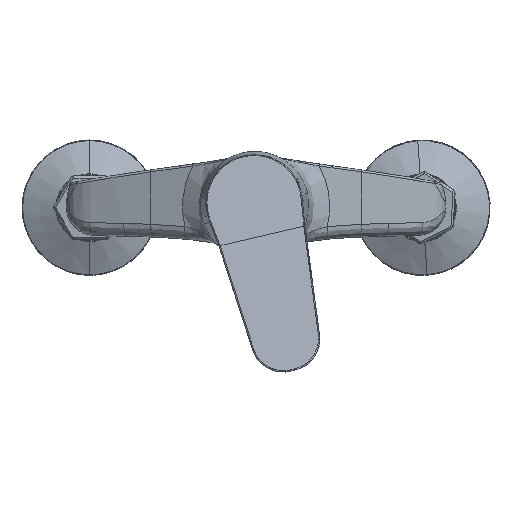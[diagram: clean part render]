
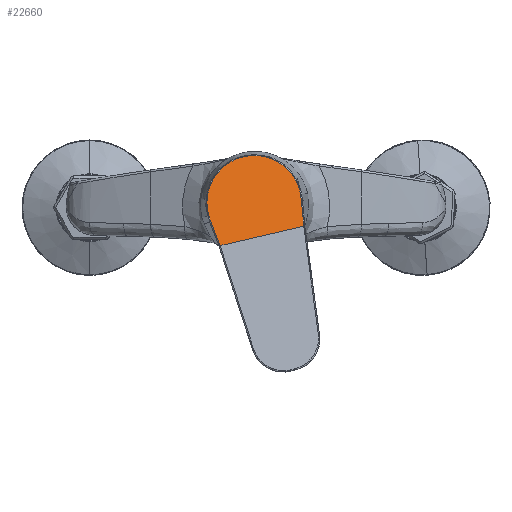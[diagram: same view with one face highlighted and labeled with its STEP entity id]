
A CAD part, top view. The second image highlights one B-rep face of the part: STEP entity #22660.
In plain terms, the highlighted face is planar.
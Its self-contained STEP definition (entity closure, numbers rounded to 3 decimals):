
#1311 = VERTEX_POINT ( 'NONE', #26536 ) ;
#1492 = CARTESIAN_POINT ( 'NONE',  ( 10.887, 30.491, -20.55 ) ) ;
#1733 = B_SPLINE_CURVE_WITH_KNOTS ( 'NONE', 3,
 ( #23108, #1492, #3450, #13590 ),
 .UNSPECIFIED., .F., .F.,
 ( 4, 4 ),
 ( 0., 0.013 ),
 .UNSPECIFIED. ) ;
#2092 = CARTESIAN_POINT ( 'NONE',  ( -23.215, 17.786, 14.872 ) ) ;
#2233 = DIRECTION ( 'NONE',  ( 0., 0., 1. ) ) ;
#2264 = CARTESIAN_POINT ( 'NONE',  ( -11.805, 22.037, -24.421 ) ) ;
#3173 = VERTEX_POINT ( 'NONE', #6822 ) ;
#3450 = CARTESIAN_POINT ( 'NONE',  ( 6.857, 28.99, -21.097 ) ) ;
#4139 = VERTEX_POINT ( 'NONE', #7929 ) ;
#6620 = CARTESIAN_POINT ( 'NONE',  ( -25.146, 17.067, 32. ) ) ;
#6822 = CARTESIAN_POINT ( 'NONE',  ( 2.847, 27.496, 21.812 ) ) ;
#6882 = EDGE_CURVE ( 'NONE', #14965, #3173, #19921, .T. ) ;
#6953 = EDGE_CURVE ( 'NONE', #1311, #14965, #24262, .T. ) ;
#7412 = VERTEX_POINT ( 'NONE', #23389 ) ;
#7698 = ORIENTED_EDGE ( 'NONE', *, *, #13382, .F. ) ;
#7929 = CARTESIAN_POINT ( 'NONE',  ( 14.937, 32., 20.171 ) ) ;
#7981 = PLANE ( 'NONE',  #8866 ) ;
#8445 = CARTESIAN_POINT ( 'NONE',  ( 2.847, 27.496, 21.812 ) ) ;
#8866 = AXIS2_PLACEMENT_3D ( 'NONE', #6620, #10556, #30237 ) ;
#10228 = CARTESIAN_POINT ( 'NONE',  ( -23.215, 17.786, 0. ) ) ;
#10556 = DIRECTION ( 'NONE',  ( -0.349, 0.937, 0. ) ) ;
#11708 = EDGE_CURVE ( 'NONE', #7412, #1311, #1733, .T. ) ;
#11922 = CARTESIAN_POINT ( 'NONE',  ( -11.805, 22.037, 24.421 ) ) ;
#13149 = CARTESIAN_POINT ( 'NONE',  ( 6.857, 28.99, 21.097 ) ) ;
#13382 = EDGE_CURVE ( 'NONE', #7412, #4139, #14627, .T. ) ;
#13590 = CARTESIAN_POINT ( 'NONE',  ( 2.847, 27.496, -21.812 ) ) ;
#14461 = CARTESIAN_POINT ( 'NONE',  ( 14.937, 32., 0. ) ) ;
#14627 = LINE ( 'NONE', #14461, #31882 ) ;
#14965 = VERTEX_POINT ( 'NONE', #10228 ) ;
#14984 = CARTESIAN_POINT ( 'NONE',  ( -23.215, 17.786, 0. ) ) ;
#15126 = ORIENTED_EDGE ( 'NONE', *, *, #6882, .T. ) ;
#15862 = CARTESIAN_POINT ( 'NONE',  ( -23.215, 17.786, 0. ) ) ;
#16139 = FACE_OUTER_BOUND ( 'NONE', #25865, .T. ) ;
#16457 = B_SPLINE_CURVE_WITH_KNOTS ( 'NONE', 3,
 ( #17667, #13149, #22827, #22986 ),
 .UNSPECIFIED., .F., .F.,
 ( 4, 4 ),
 ( 0., 0.013 ),
 .UNSPECIFIED. ) ;
#17667 = CARTESIAN_POINT ( 'NONE',  ( 2.847, 27.496, 21.812 ) ) ;
#19331 = ORIENTED_EDGE ( 'NONE', *, *, #6953, .T. ) ;
#19670 = CARTESIAN_POINT ( 'NONE',  ( -23.215, 17.786, -14.872 ) ) ;
#19921 =( BOUNDED_CURVE ( )  B_SPLINE_CURVE ( 3, ( #15862, #2092, #11922, #8445 ),
 .UNSPECIFIED., .F., .F. ) 
 B_SPLINE_CURVE_WITH_KNOTS ( ( 4, 4 ),
 ( 0., 1.747 ),
 .UNSPECIFIED. ) 
 CURVE ( )  GEOMETRIC_REPRESENTATION_ITEM ( )  RATIONAL_B_SPLINE_CURVE ( ( 1., 0.761, 0.761, 1. ) ) 
 REPRESENTATION_ITEM ( '' )  );
#22660 = ADVANCED_FACE ( 'NONE', ( #16139 ), #7981, .T. ) ;
#22827 = CARTESIAN_POINT ( 'NONE',  ( 10.887, 30.491, 20.55 ) ) ;
#22986 = CARTESIAN_POINT ( 'NONE',  ( 14.937, 32., 20.171 ) ) ;
#23108 = CARTESIAN_POINT ( 'NONE',  ( 14.937, 32., -20.171 ) ) ;
#23389 = CARTESIAN_POINT ( 'NONE',  ( 14.937, 32., -20.171 ) ) ;
#24262 =( BOUNDED_CURVE ( )  B_SPLINE_CURVE ( 3, ( #24996, #2264, #19670, #14984 ),
 .UNSPECIFIED., .F., .F. ) 
 B_SPLINE_CURVE_WITH_KNOTS ( ( 4, 4 ),
 ( 4.536, 6.283 ),
 .UNSPECIFIED. ) 
 CURVE ( )  GEOMETRIC_REPRESENTATION_ITEM ( )  RATIONAL_B_SPLINE_CURVE ( ( 1., 0.761, 0.761, 1. ) ) 
 REPRESENTATION_ITEM ( '' )  );
#24996 = CARTESIAN_POINT ( 'NONE',  ( 2.847, 27.496, -21.812 ) ) ;
#25865 = EDGE_LOOP ( 'NONE', ( #7698, #26539, #19331, #15126, #31000 ) ) ;
#26536 = CARTESIAN_POINT ( 'NONE',  ( 2.847, 27.496, -21.812 ) ) ;
#26539 = ORIENTED_EDGE ( 'NONE', *, *, #11708, .T. ) ;
#28055 = EDGE_CURVE ( 'NONE', #3173, #4139, #16457, .T. ) ;
#30237 = DIRECTION ( 'NONE',  ( 0., 0., 1. ) ) ;
#31000 = ORIENTED_EDGE ( 'NONE', *, *, #28055, .T. ) ;
#31882 = VECTOR ( 'NONE', #2233, 1000. ) ;
